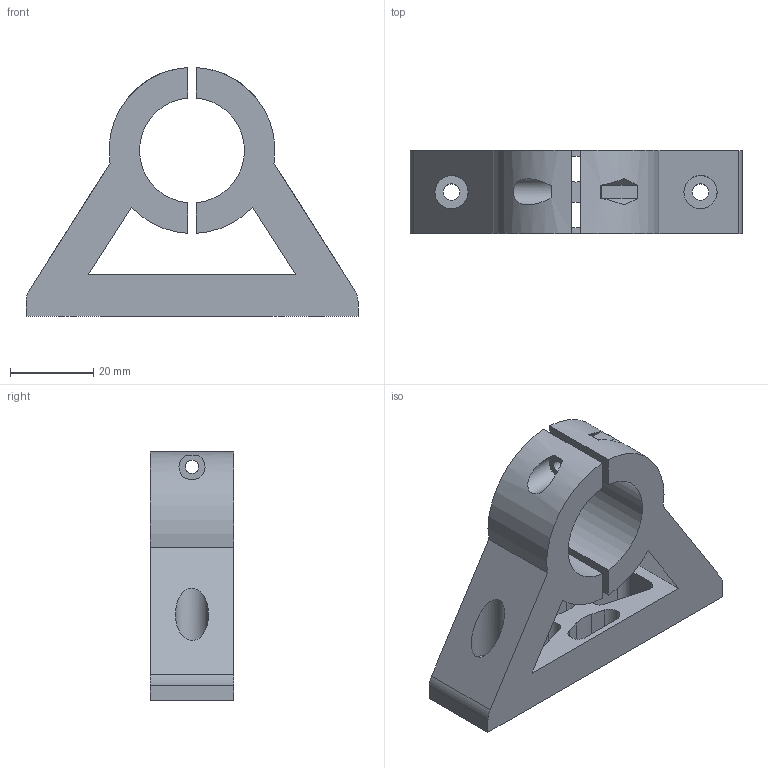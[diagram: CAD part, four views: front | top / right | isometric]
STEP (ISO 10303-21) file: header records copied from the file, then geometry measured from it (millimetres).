
FILE_DESCRIPTION(/* description */ ('','CAx-IF Rec.Pracs.---Representation and Presentation of Product Manufacturing Information (PMI)---4.0---2014-10-13'),/* implementation_level */ '2;1');
FILE_NAME(/* name */ 'segwayx_antenna_mount v3.step',/* time_stamp */ '2025-02-25T17:12:56+01:00',/* author */ (''),/* organization */ (''),/* preprocessor_version */ 'ST-DEVELOPER v20',/* originating_system */ 'Autodesk Translation Framework v13.20.0.188',/* authorisation */ '');
FILE_SCHEMA (('AP242_MANAGED_MODEL_BASED_3D_ENGINEERING_MIM_LF { 1 0 10303 442 1 1 4 }'));
Length unit declared in the file: millimetre
Products named in the file (2): segwayx_antenna_mount; Component3
Assembly tree (1 placements, depth 2):
  segwayx_antenna_mount
    Component3
Bounding box: 80 x 20 x 59.98 mm (x, y, z)
Volume: 34492.5 mm3; surface area: 15974.1 mm2
Topology: 8 solids, 8 shells, 304 faces, 825 edges, 550 vertices
Faces by surface type: bspline 164, plane 113, cylinder 27
Full cylindrical faces by diameter (mm): 3.2 x2, 4 x2, 8 x2
Entity records: 10034 total; most frequent: CARTESIAN_POINT 3844, ORIENTED_EDGE 1650, DIRECTION 839, EDGE_CURVE 825, VERTEX_POINT 550, LINE 439, VECTOR 439, EDGE_LOOP 337
